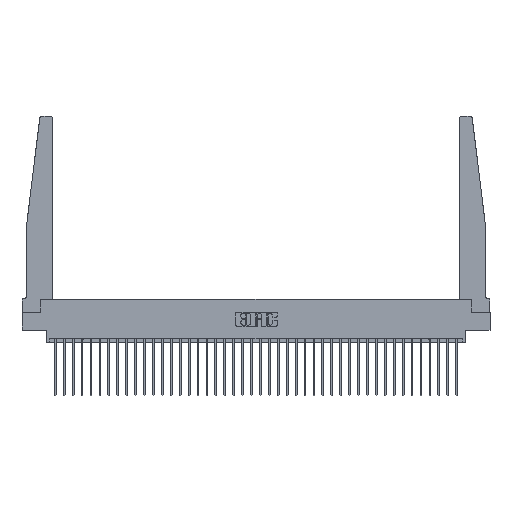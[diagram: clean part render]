
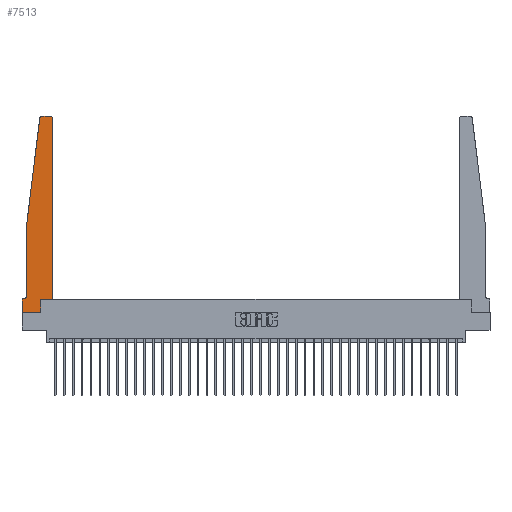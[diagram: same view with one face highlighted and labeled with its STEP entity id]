
A CAD part, top view. The second image highlights one B-rep face of the part: STEP entity #7513.
In plain terms, the highlighted planar face has unit normal (0, 0, 1).
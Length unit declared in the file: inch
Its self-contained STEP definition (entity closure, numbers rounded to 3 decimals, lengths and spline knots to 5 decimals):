
#135 = CARTESIAN_POINT ( 'NONE',  ( 0.425, 0.18, 0.37 ) ) ;
#328 = AXIS2_PLACEMENT_3D ( 'NONE', #29709, #2871, #15574 ) ;
#368 = ORIENTED_EDGE ( 'NONE', *, *, #33378, .T. ) ;
#505 = CARTESIAN_POINT ( 'NONE',  ( 0., 0.1875, 0.37 ) ) ;
#656 = DIRECTION ( 'NONE',  ( -1., 0., 0. ) ) ;
#813 = CARTESIAN_POINT ( 'NONE',  ( 0.065, 0.1875, 0.37 ) ) ;
#828 = ORIENTED_EDGE ( 'NONE', *, *, #30835, .T. ) ;
#1520 = DIRECTION ( 'NONE',  ( 0., 0., 1. ) ) ;
#1695 = CARTESIAN_POINT ( 'NONE',  ( 0.395, 2.72, 0.37 ) ) ;
#1819 = CARTESIAN_POINT ( 'NONE',  ( 0.24675, 2.72367, 0.37 ) ) ;
#1913 = EDGE_CURVE ( 'NONE', #17995, #33534, #17167, .T. ) ;
#2378 = CARTESIAN_POINT ( 'NONE',  ( 0.395, 2.75, 0.37 ) ) ;
#2519 = ORIENTED_EDGE ( 'NONE', *, *, #11148, .T. ) ;
#2761 = CARTESIAN_POINT ( 'NONE',  ( 0.065, 1.25, 0.37 ) ) ;
#2871 = DIRECTION ( 'NONE',  ( 0., 0., 1. ) ) ;
#3103 = EDGE_CURVE ( 'NONE', #11259, #8156, #17552, .T. ) ;
#3166 = VERTEX_POINT ( 'NONE', #23974 ) ;
#3484 = LINE ( 'NONE', #17073, #24853 ) ;
#3990 = CARTESIAN_POINT ( 'NONE',  ( 0.2605, 0.18, 0.37 ) ) ;
#4168 = DIRECTION ( 'NONE',  ( 0., 0., -1. ) ) ;
#4305 = EDGE_CURVE ( 'NONE', #17094, #10946, #29267, .T. ) ;
#5013 = DIRECTION ( 'NONE',  ( 0., 1., 0. ) ) ;
#6135 = ORIENTED_EDGE ( 'NONE', *, *, #18064, .T. ) ;
#6144 = CARTESIAN_POINT ( 'NONE',  ( 0.015, 0.1875, 0.37 ) ) ;
#6353 = CARTESIAN_POINT ( 'NONE',  ( 0.27653, 2.75, 0.37 ) ) ;
#6407 = VERTEX_POINT ( 'NONE', #19413 ) ;
#7212 = CARTESIAN_POINT ( 'NONE',  ( 0., 0., 0.37 ) ) ;
#7513 = ADVANCED_FACE ( 'NONE', ( #19068 ), #7936, .T. ) ;
#7598 = CARTESIAN_POINT ( 'NONE',  ( 0., 0., 0.37 ) ) ;
#7681 = VERTEX_POINT ( 'NONE', #6144 ) ;
#7936 = PLANE ( 'NONE',  #16608 ) ;
#8156 = VERTEX_POINT ( 'NONE', #2378 ) ;
#8938 = VERTEX_POINT ( 'NONE', #7598 ) ;
#9378 = ORIENTED_EDGE ( 'NONE', *, *, #17857, .T. ) ;
#9469 = ORIENTED_EDGE ( 'NONE', *, *, #4305, .T. ) ;
#10617 = ORIENTED_EDGE ( 'NONE', *, *, #3103, .T. ) ;
#10661 = LINE ( 'NONE', #21453, #26514 ) ;
#10946 = VERTEX_POINT ( 'NONE', #11372 ) ;
#11148 = EDGE_CURVE ( 'NONE', #8156, #25354, #20029, .T. ) ;
#11259 = VERTEX_POINT ( 'NONE', #29010 ) ;
#11372 = CARTESIAN_POINT ( 'NONE',  ( 0.065, 1.25, 0.37 ) ) ;
#14124 = VECTOR ( 'NONE', #20364, 39.37008 ) ;
#14562 = LINE ( 'NONE', #813, #19703 ) ;
#14665 = CARTESIAN_POINT ( 'NONE',  ( 0.425, 0.18, 0.37 ) ) ;
#15574 = DIRECTION ( 'NONE',  ( 1., 0., 0. ) ) ;
#15996 = DIRECTION ( 'NONE',  ( 0., -1., 0. ) ) ;
#16347 = VECTOR ( 'NONE', #26658, 39.37008 ) ;
#16489 = EDGE_CURVE ( 'NONE', #7681, #19992, #14562, .T. ) ;
#16608 = AXIS2_PLACEMENT_3D ( 'NONE', #505, #16736, #27546 ) ;
#16736 = DIRECTION ( 'NONE',  ( 0., 0., 1. ) ) ;
#17073 = CARTESIAN_POINT ( 'NONE',  ( 0., 0., 0.37 ) ) ;
#17094 = VERTEX_POINT ( 'NONE', #1819 ) ;
#17167 = LINE ( 'NONE', #14665, #14124 ) ;
#17414 = EDGE_LOOP ( 'NONE', ( #2519, #22069, #9469, #368, #6135, #26675, #9378, #828, #31196, #24895, #30489, #10617 ) ) ;
#17528 = CARTESIAN_POINT ( 'NONE',  ( 0.25, 2.75, 0.37 ) ) ;
#17552 = CIRCLE ( 'NONE', #17577, 0.03 ) ;
#17577 = AXIS2_PLACEMENT_3D ( 'NONE', #1695, #1520, #29258 ) ;
#17666 = EDGE_CURVE ( 'NONE', #33534, #11259, #21706, .T. ) ;
#17857 = EDGE_CURVE ( 'NONE', #19992, #8938, #3484, .T. ) ;
#17995 = VERTEX_POINT ( 'NONE', #3990 ) ;
#18064 = EDGE_CURVE ( 'NONE', #6407, #7681, #28817, .T. ) ;
#18114 = VECTOR ( 'NONE', #34523, 39.37008 ) ;
#18509 = DIRECTION ( 'NONE',  ( 1., 0., 0. ) ) ;
#19068 = FACE_OUTER_BOUND ( 'NONE', #17414, .T. ) ;
#19413 = CARTESIAN_POINT ( 'NONE',  ( 0.065, 0.2375, 0.37 ) ) ;
#19703 = VECTOR ( 'NONE', #656, 39.37008 ) ;
#19992 = VERTEX_POINT ( 'NONE', #23160 ) ;
#20029 = LINE ( 'NONE', #17528, #21275 ) ;
#20364 = DIRECTION ( 'NONE',  ( 1., 0., 0. ) ) ;
#20912 = AXIS2_PLACEMENT_3D ( 'NONE', #26422, #4168, #25902 ) ;
#21275 = VECTOR ( 'NONE', #33571, 39.37008 ) ;
#21453 = CARTESIAN_POINT ( 'NONE',  ( 0.2605, 0.18, 0.37 ) ) ;
#21706 = LINE ( 'NONE', #135, #16347 ) ;
#22069 = ORIENTED_EDGE ( 'NONE', *, *, #25255, .T. ) ;
#23160 = CARTESIAN_POINT ( 'NONE',  ( 0., 0.1875, 0.37 ) ) ;
#23974 = CARTESIAN_POINT ( 'NONE',  ( 0.2605, 0., 0.37 ) ) ;
#24257 = VECTOR ( 'NONE', #15996, 39.37008 ) ;
#24476 = LINE ( 'NONE', #2761, #24257 ) ;
#24853 = VECTOR ( 'NONE', #33641, 39.37008 ) ;
#24895 = ORIENTED_EDGE ( 'NONE', *, *, #1913, .T. ) ;
#25255 = EDGE_CURVE ( 'NONE', #25354, #17094, #32466, .T. ) ;
#25354 = VERTEX_POINT ( 'NONE', #6353 ) ;
#25902 = DIRECTION ( 'NONE',  ( -1., 0., 0. ) ) ;
#26422 = CARTESIAN_POINT ( 'NONE',  ( 0.015, 0.2375, 0.37 ) ) ;
#26514 = VECTOR ( 'NONE', #5013, 39.37008 ) ;
#26644 = LINE ( 'NONE', #7212, #27063 ) ;
#26658 = DIRECTION ( 'NONE',  ( 0., 1., 0. ) ) ;
#26675 = ORIENTED_EDGE ( 'NONE', *, *, #16489, .T. ) ;
#27063 = VECTOR ( 'NONE', #18509, 39.37008 ) ;
#27546 = DIRECTION ( 'NONE',  ( 1., 0., 0. ) ) ;
#27659 = CARTESIAN_POINT ( 'NONE',  ( 0.425, 0.18, 0.37 ) ) ;
#28817 = CIRCLE ( 'NONE', #20912, 0.05 ) ;
#29010 = CARTESIAN_POINT ( 'NONE',  ( 0.425, 2.72, 0.37 ) ) ;
#29094 = CARTESIAN_POINT ( 'NONE',  ( 0.065, 1.25, 0.37 ) ) ;
#29258 = DIRECTION ( 'NONE',  ( 1., 0., 0. ) ) ;
#29267 = LINE ( 'NONE', #29094, #18114 ) ;
#29709 = CARTESIAN_POINT ( 'NONE',  ( 0.27653, 2.72, 0.37 ) ) ;
#30489 = ORIENTED_EDGE ( 'NONE', *, *, #17666, .T. ) ;
#30835 = EDGE_CURVE ( 'NONE', #8938, #3166, #26644, .T. ) ;
#31196 = ORIENTED_EDGE ( 'NONE', *, *, #33759, .T. ) ;
#32466 = CIRCLE ( 'NONE', #328, 0.03 ) ;
#33378 = EDGE_CURVE ( 'NONE', #10946, #6407, #24476, .T. ) ;
#33534 = VERTEX_POINT ( 'NONE', #27659 ) ;
#33571 = DIRECTION ( 'NONE',  ( -1., 0., 0. ) ) ;
#33641 = DIRECTION ( 'NONE',  ( 0., -1., 0. ) ) ;
#33759 = EDGE_CURVE ( 'NONE', #3166, #17995, #10661, .T. ) ;
#34523 = DIRECTION ( 'NONE',  ( -0.122, -0.992, 0. ) ) ;
